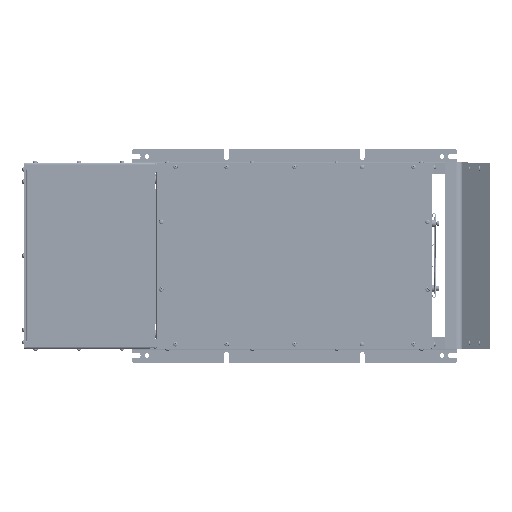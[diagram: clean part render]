
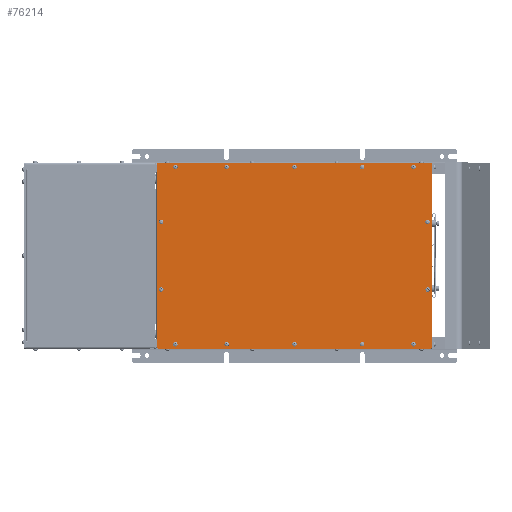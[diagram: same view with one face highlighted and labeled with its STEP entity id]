
A CAD part, top view. The second image highlights one B-rep face of the part: STEP entity #76214.
In plain terms, the highlighted planar face has unit normal (0, 0, 1).
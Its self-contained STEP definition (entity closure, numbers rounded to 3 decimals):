
#4454=LINE('',#112321,#11381);
#4460=LINE('',#112342,#11387);
#4464=LINE('',#112353,#11391);
#4465=LINE('',#112355,#11392);
#11381=VECTOR('',#89936,482.);
#11387=VECTOR('',#89956,482.);
#11391=VECTOR('',#89970,324.);
#11392=VECTOR('',#89973,324.);
#17683=PLANE('',#80586);
#19936=FACE_BOUND('',#25590,.T.);
#19937=FACE_BOUND('',#25591,.T.);
#19938=FACE_BOUND('',#25592,.T.);
#19939=FACE_BOUND('',#25593,.T.);
#19940=FACE_BOUND('',#25594,.T.);
#19941=FACE_BOUND('',#25595,.T.);
#19942=FACE_BOUND('',#25596,.T.);
#19943=FACE_BOUND('',#25597,.T.);
#19944=FACE_BOUND('',#25598,.T.);
#19945=FACE_BOUND('',#25599,.T.);
#19946=FACE_BOUND('',#25600,.T.);
#19947=FACE_BOUND('',#25601,.T.);
#19948=FACE_BOUND('',#25602,.T.);
#19949=FACE_BOUND('',#25603,.T.);
#21231=FACE_OUTER_BOUND('',#25589,.T.);
#25589=EDGE_LOOP('',(#55409,#55410,#55411,#55412,#55413,#55414,#55415,#55416));
#25590=EDGE_LOOP('',(#55417));
#25591=EDGE_LOOP('',(#55418));
#25592=EDGE_LOOP('',(#55419));
#25593=EDGE_LOOP('',(#55420));
#25594=EDGE_LOOP('',(#55421));
#25595=EDGE_LOOP('',(#55422));
#25596=EDGE_LOOP('',(#55423));
#25597=EDGE_LOOP('',(#55424));
#25598=EDGE_LOOP('',(#55425));
#25599=EDGE_LOOP('',(#55426));
#25600=EDGE_LOOP('',(#55427));
#25601=EDGE_LOOP('',(#55428));
#25602=EDGE_LOOP('',(#55429));
#25603=EDGE_LOOP('',(#55430));
#30231=CIRCLE('',#80529,2.5);
#30233=CIRCLE('',#80532,2.5);
#30235=CIRCLE('',#80535,2.5);
#30237=CIRCLE('',#80538,2.5);
#30239=CIRCLE('',#80541,2.5);
#30241=CIRCLE('',#80544,2.5);
#30243=CIRCLE('',#80547,2.5);
#30245=CIRCLE('',#80550,2.5);
#30247=CIRCLE('',#80553,2.5);
#30249=CIRCLE('',#80556,2.5);
#30251=CIRCLE('',#80559,2.5);
#30253=CIRCLE('',#80562,2.5);
#30255=CIRCLE('',#80565,2.5);
#30257=CIRCLE('',#80568,2.5);
#30258=CIRCLE('',#80570,3.);
#30263=CIRCLE('',#80578,3.);
#30264=CIRCLE('',#80581,3.);
#30265=CIRCLE('',#80583,3.);
#34344=VERTEX_POINT('',#112240);
#34346=VERTEX_POINT('',#112245);
#34348=VERTEX_POINT('',#112250);
#34350=VERTEX_POINT('',#112255);
#34352=VERTEX_POINT('',#112260);
#34354=VERTEX_POINT('',#112265);
#34356=VERTEX_POINT('',#112270);
#34358=VERTEX_POINT('',#112275);
#34360=VERTEX_POINT('',#112280);
#34362=VERTEX_POINT('',#112285);
#34364=VERTEX_POINT('',#112290);
#34366=VERTEX_POINT('',#112295);
#34368=VERTEX_POINT('',#112300);
#34370=VERTEX_POINT('',#112305);
#34371=VERTEX_POINT('',#112308);
#34372=VERTEX_POINT('',#112309);
#34376=VERTEX_POINT('',#112319);
#34382=VERTEX_POINT('',#112335);
#34383=VERTEX_POINT('',#112336);
#34384=VERTEX_POINT('',#112341);
#34385=VERTEX_POINT('',#112345);
#34386=VERTEX_POINT('',#112349);
#42641=EDGE_CURVE('',#34344,#34344,#30231,.T.);
#42643=EDGE_CURVE('',#34346,#34346,#30233,.T.);
#42645=EDGE_CURVE('',#34348,#34348,#30235,.T.);
#42647=EDGE_CURVE('',#34350,#34350,#30237,.T.);
#42649=EDGE_CURVE('',#34352,#34352,#30239,.T.);
#42651=EDGE_CURVE('',#34354,#34354,#30241,.T.);
#42653=EDGE_CURVE('',#34356,#34356,#30243,.T.);
#42655=EDGE_CURVE('',#34358,#34358,#30245,.T.);
#42657=EDGE_CURVE('',#34360,#34360,#30247,.T.);
#42659=EDGE_CURVE('',#34362,#34362,#30249,.T.);
#42661=EDGE_CURVE('',#34364,#34364,#30251,.T.);
#42663=EDGE_CURVE('',#34366,#34366,#30253,.T.);
#42665=EDGE_CURVE('',#34368,#34368,#30255,.T.);
#42667=EDGE_CURVE('',#34370,#34370,#30257,.T.);
#42668=EDGE_CURVE('',#34371,#34372,#30258,.T.);
#42674=EDGE_CURVE('',#34376,#34371,#4454,.T.);
#42681=EDGE_CURVE('',#34382,#34383,#30263,.T.);
#42684=EDGE_CURVE('',#34383,#34384,#4460,.T.);
#42686=EDGE_CURVE('',#34384,#34385,#30264,.T.);
#42688=EDGE_CURVE('',#34386,#34376,#30265,.T.);
#42690=EDGE_CURVE('',#34372,#34382,#4464,.T.);
#42691=EDGE_CURVE('',#34385,#34386,#4465,.T.);
#55409=ORIENTED_EDGE('',*,*,#42668,.F.);
#55410=ORIENTED_EDGE('',*,*,#42674,.F.);
#55411=ORIENTED_EDGE('',*,*,#42688,.F.);
#55412=ORIENTED_EDGE('',*,*,#42691,.F.);
#55413=ORIENTED_EDGE('',*,*,#42686,.F.);
#55414=ORIENTED_EDGE('',*,*,#42684,.F.);
#55415=ORIENTED_EDGE('',*,*,#42681,.F.);
#55416=ORIENTED_EDGE('',*,*,#42690,.F.);
#55417=ORIENTED_EDGE('',*,*,#42641,.T.);
#55418=ORIENTED_EDGE('',*,*,#42643,.T.);
#55419=ORIENTED_EDGE('',*,*,#42645,.T.);
#55420=ORIENTED_EDGE('',*,*,#42647,.T.);
#55421=ORIENTED_EDGE('',*,*,#42649,.T.);
#55422=ORIENTED_EDGE('',*,*,#42651,.T.);
#55423=ORIENTED_EDGE('',*,*,#42653,.T.);
#55424=ORIENTED_EDGE('',*,*,#42655,.T.);
#55425=ORIENTED_EDGE('',*,*,#42657,.T.);
#55426=ORIENTED_EDGE('',*,*,#42659,.T.);
#55427=ORIENTED_EDGE('',*,*,#42661,.T.);
#55428=ORIENTED_EDGE('',*,*,#42663,.T.);
#55429=ORIENTED_EDGE('',*,*,#42665,.T.);
#55430=ORIENTED_EDGE('',*,*,#42667,.T.);
#76214=ADVANCED_FACE('',(#21231,#19936,#19937,#19938,#19939,#19940,#19941,
#19942,#19943,#19944,#19945,#19946,#19947,#19948,#19949),#17683,.T.);
#80529=AXIS2_PLACEMENT_3D('',#112241,#89844,#89845);
#80532=AXIS2_PLACEMENT_3D('',#112246,#89850,#89851);
#80535=AXIS2_PLACEMENT_3D('',#112251,#89856,#89857);
#80538=AXIS2_PLACEMENT_3D('',#112256,#89862,#89863);
#80541=AXIS2_PLACEMENT_3D('',#112261,#89868,#89869);
#80544=AXIS2_PLACEMENT_3D('',#112266,#89874,#89875);
#80547=AXIS2_PLACEMENT_3D('',#112271,#89880,#89881);
#80550=AXIS2_PLACEMENT_3D('',#112276,#89886,#89887);
#80553=AXIS2_PLACEMENT_3D('',#112281,#89892,#89893);
#80556=AXIS2_PLACEMENT_3D('',#112286,#89898,#89899);
#80559=AXIS2_PLACEMENT_3D('',#112291,#89904,#89905);
#80562=AXIS2_PLACEMENT_3D('',#112296,#89910,#89911);
#80565=AXIS2_PLACEMENT_3D('',#112301,#89916,#89917);
#80568=AXIS2_PLACEMENT_3D('',#112306,#89922,#89923);
#80570=AXIS2_PLACEMENT_3D('',#112310,#89926,#89927);
#80578=AXIS2_PLACEMENT_3D('',#112337,#89950,#89951);
#80581=AXIS2_PLACEMENT_3D('',#112346,#89960,#89961);
#80583=AXIS2_PLACEMENT_3D('',#112350,#89965,#89966);
#80586=AXIS2_PLACEMENT_3D('',#112356,#89974,#89975);
#89844=DIRECTION('center_axis',(0.,0.,-1.));
#89845=DIRECTION('ref_axis',(1.,0.,0.));
#89850=DIRECTION('center_axis',(0.,0.,-1.));
#89851=DIRECTION('ref_axis',(1.,0.,0.));
#89856=DIRECTION('center_axis',(0.,0.,-1.));
#89857=DIRECTION('ref_axis',(1.,0.,0.));
#89862=DIRECTION('center_axis',(0.,0.,-1.));
#89863=DIRECTION('ref_axis',(1.,0.,0.));
#89868=DIRECTION('center_axis',(0.,0.,-1.));
#89869=DIRECTION('ref_axis',(1.,0.,0.));
#89874=DIRECTION('center_axis',(0.,0.,-1.));
#89875=DIRECTION('ref_axis',(1.,0.,0.));
#89880=DIRECTION('center_axis',(0.,0.,-1.));
#89881=DIRECTION('ref_axis',(1.,0.,0.));
#89886=DIRECTION('center_axis',(0.,0.,-1.));
#89887=DIRECTION('ref_axis',(1.,0.,0.));
#89892=DIRECTION('center_axis',(0.,0.,-1.));
#89893=DIRECTION('ref_axis',(1.,0.,0.));
#89898=DIRECTION('center_axis',(0.,0.,-1.));
#89899=DIRECTION('ref_axis',(1.,0.,0.));
#89904=DIRECTION('center_axis',(0.,0.,-1.));
#89905=DIRECTION('ref_axis',(1.,0.,0.));
#89910=DIRECTION('center_axis',(0.,0.,-1.));
#89911=DIRECTION('ref_axis',(1.,0.,0.));
#89916=DIRECTION('center_axis',(0.,0.,-1.));
#89917=DIRECTION('ref_axis',(1.,0.,0.));
#89922=DIRECTION('center_axis',(0.,0.,-1.));
#89923=DIRECTION('ref_axis',(1.,0.,0.));
#89926=DIRECTION('center_axis',(0.,0.,-1.));
#89927=DIRECTION('ref_axis',(-0.707,-0.707,0.));
#89936=DIRECTION('',(-1.,0.,0.));
#89950=DIRECTION('center_axis',(0.,0.,-1.));
#89951=DIRECTION('ref_axis',(-0.707,0.707,0.));
#89956=DIRECTION('',(1.,0.,0.));
#89960=DIRECTION('center_axis',(0.,0.,-1.));
#89961=DIRECTION('ref_axis',(0.707,0.707,0.));
#89965=DIRECTION('center_axis',(0.,0.,-1.));
#89966=DIRECTION('ref_axis',(0.707,-0.707,0.));
#89970=DIRECTION('',(0.,1.,0.));
#89973=DIRECTION('',(0.,-1.,0.));
#89974=DIRECTION('center_axis',(0.,0.,1.));
#89975=DIRECTION('ref_axis',(1.,0.,0.));
#112240=CARTESIAN_POINT('',(213.5,-157.,1.));
#112241=CARTESIAN_POINT('Origin',(211.,-157.,1.));
#112245=CARTESIAN_POINT('',(122.5,-157.,1.));
#112246=CARTESIAN_POINT('Origin',(120.,-157.,1.));
#112250=CARTESIAN_POINT('',(2.5,-157.,1.));
#112251=CARTESIAN_POINT('Origin',(0.,-157.,1.));
#112255=CARTESIAN_POINT('',(-117.5,-157.,1.));
#112256=CARTESIAN_POINT('Origin',(-120.,-157.,1.));
#112260=CARTESIAN_POINT('',(-208.5,-157.,1.));
#112261=CARTESIAN_POINT('Origin',(-211.,-157.,1.));
#112265=CARTESIAN_POINT('',(-233.5,60.,1.));
#112266=CARTESIAN_POINT('Origin',(-236.,60.,1.));
#112270=CARTESIAN_POINT('',(-233.5,-60.,1.));
#112271=CARTESIAN_POINT('Origin',(-236.,-60.,1.));
#112275=CARTESIAN_POINT('',(238.5,-60.,1.));
#112276=CARTESIAN_POINT('Origin',(236.,-60.,1.));
#112280=CARTESIAN_POINT('',(238.5,60.,1.));
#112281=CARTESIAN_POINT('Origin',(236.,60.,1.));
#112285=CARTESIAN_POINT('',(213.5,157.,1.));
#112286=CARTESIAN_POINT('Origin',(211.,157.,1.));
#112290=CARTESIAN_POINT('',(122.5,157.,1.));
#112291=CARTESIAN_POINT('Origin',(120.,157.,1.));
#112295=CARTESIAN_POINT('',(2.5,157.,1.));
#112296=CARTESIAN_POINT('Origin',(0.,157.,1.));
#112300=CARTESIAN_POINT('',(-117.5,157.,1.));
#112301=CARTESIAN_POINT('Origin',(-120.,157.,1.));
#112305=CARTESIAN_POINT('',(-208.5,157.,1.));
#112306=CARTESIAN_POINT('Origin',(-211.,157.,1.));
#112308=CARTESIAN_POINT('',(-241.,-165.,1.));
#112309=CARTESIAN_POINT('',(-244.,-162.,1.));
#112310=CARTESIAN_POINT('Origin',(-241.,-162.,1.));
#112319=CARTESIAN_POINT('',(241.,-165.,1.));
#112321=CARTESIAN_POINT('',(-244.,-165.,1.));
#112335=CARTESIAN_POINT('',(-244.,162.,1.));
#112336=CARTESIAN_POINT('',(-241.,165.,1.));
#112337=CARTESIAN_POINT('Origin',(-241.,162.,1.));
#112341=CARTESIAN_POINT('',(241.,165.,1.));
#112342=CARTESIAN_POINT('',(244.,165.,1.));
#112345=CARTESIAN_POINT('',(244.,162.,1.));
#112346=CARTESIAN_POINT('Origin',(241.,162.,1.));
#112349=CARTESIAN_POINT('',(244.,-162.,1.));
#112350=CARTESIAN_POINT('Origin',(241.,-162.,1.));
#112353=CARTESIAN_POINT('',(-244.,165.,1.));
#112355=CARTESIAN_POINT('',(244.,-165.,1.));
#112356=CARTESIAN_POINT('Origin',(0.,0.,1.));
